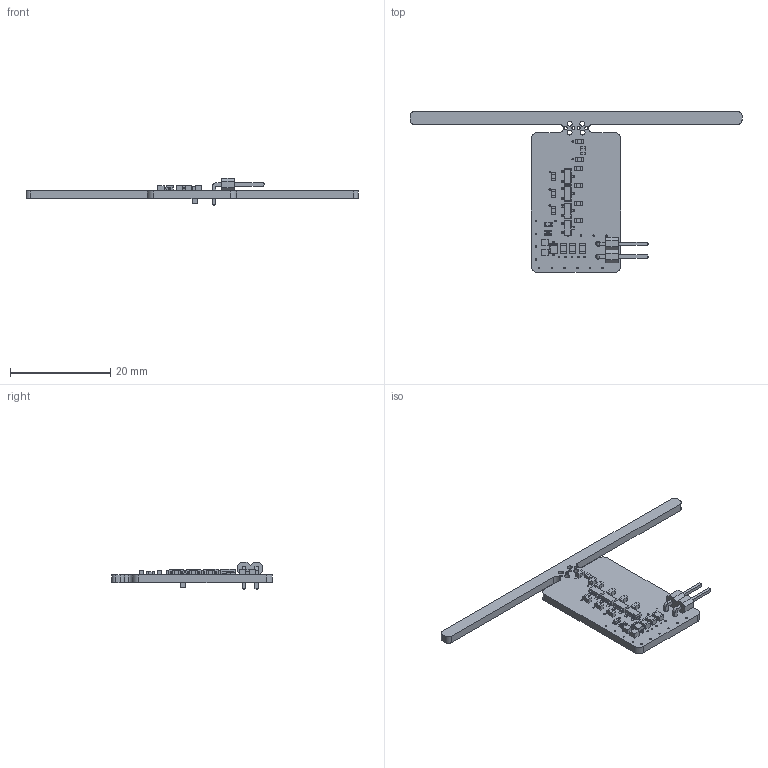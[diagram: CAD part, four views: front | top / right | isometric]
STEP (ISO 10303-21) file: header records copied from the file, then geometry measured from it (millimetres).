
FILE_DESCRIPTION(/* description */ (''),/* implementation_level */ '2;1');
FILE_NAME(/* name */ 'mWessenger_v3 v1.step',/* time_stamp */ '2018-10-20T20:56:37+03:00',/* author */ ('Jurijs Varnels'),/* organization */ (''),/* preprocessor_version */ 'ST-DEVELOPER v17.2',/* originating_system */ 'Autodesk Translation Framework v7.6.0.251',/* authorisation */ '');
FILE_SCHEMA (('AUTOMOTIVE_DESIGN { 1 0 10303 214 3 1 1 }'));
Length unit declared in the file: millimetre
Products named in the file (19): mWessenger_v3; PCB Component; Board; HSMS-2862-BLKG; 4p7; DNI; 0R; PESD5V0L1BA.115; 10u; TP13R; red; User Library-LED_0603_G_Pocket002; User Library-LED_0603_G_Pad004; User Library-LED_0603_G_Fillet; User Library-LED_0603_G_Pocket001; User Library-LED_0603_G_Pad; 1k; MA02-1W; OSHWLOGOLOGO8MM
Assembly tree (31 placements, depth 4):
  mWessenger_v3
    PCB Component
      Board
      HSMS-2862-BLKG  x4
      4p7  x7
      DNI  x2
      0R
      PESD5V0L1BA.115
      10u  x3
      TP13R  x2
      red
        User Library-LED_0603_G_Pocket002
        User Library-LED_0603_G_Pad004
        User Library-LED_0603_G_Fillet
        User Library-LED_0603_G_Pocket001
        User Library-LED_0603_G_Pad
      1k
      MA02-1W
      OSHWLOGOLOGO8MM
Bounding box: 66.29 x 32.13 x 5.54 mm (x, y, z)
Volume: 1126.6 mm3; surface area: 2100.1 mm2
Topology: 28 solids, 29 shells, 895 faces, 2256 edges, 1430 vertices
Faces by surface type: plane 585, cylinder 160, bspline 134, sphere 16
Full cylindrical faces by diameter (mm): 0.08 x1, 0.3 x25, 0.6 x4, 1 x6
Entity records: 19032 total; most frequent: CARTESIAN_POINT 4385, ORIENTED_EDGE 2966, DIRECTION 2416, EDGE_CURVE 1484, LINE 990, VECTOR 990, VERTEX_POINT 942, AXIS2_PLACEMENT_3D 713
